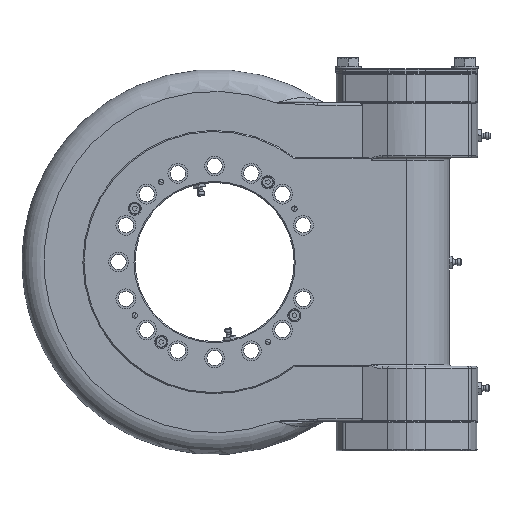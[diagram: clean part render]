
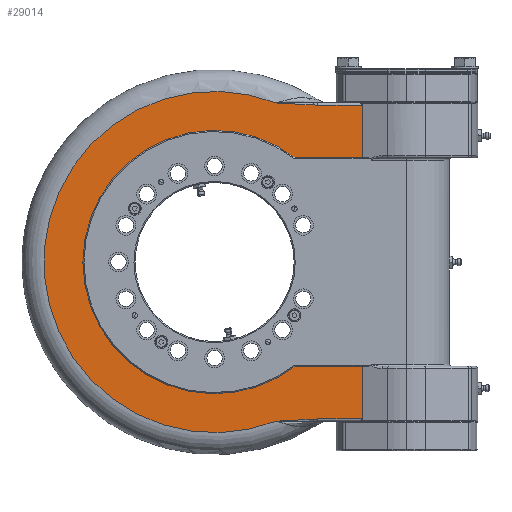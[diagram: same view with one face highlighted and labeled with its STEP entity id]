
A CAD part, left-side view. The second image highlights one B-rep face of the part: STEP entity #29014.
In plain terms, the highlighted planar face has unit normal (-1, 0, 0).
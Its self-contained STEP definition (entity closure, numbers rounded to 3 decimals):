
#12 = CARTESIAN_POINT ( 'NONE',  ( -36., -134.843, 95. ) ) ;
#729 = AXIS2_PLACEMENT_3D ( 'NONE', #31347, #5505, #45873 ) ;
#807 = B_SPLINE_CURVE_WITH_KNOTS ( 'NONE', 3,
 ( #16133, #12621, #9784, #13253 ),
 .UNSPECIFIED., .F., .F.,
 ( 4, 4 ),
 ( 0., 0.004 ),
 .UNSPECIFIED. ) ;
#899 = LINE ( 'NONE', #41811, #9978 ) ;
#950 = ORIENTED_EDGE ( 'NONE', *, *, #30939, .T. ) ;
#1947 = VERTEX_POINT ( 'NONE', #10706 ) ;
#2061 = CARTESIAN_POINT ( 'NONE',  ( -36., -56.172, 145. ) ) ;
#2480 = CARTESIAN_POINT ( 'NONE',  ( -36., -78.661, -143.961 ) ) ;
#2652 = AXIS2_PLACEMENT_3D ( 'NONE', #23411, #12302, #4733 ) ;
#2938 = CARTESIAN_POINT ( 'NONE',  ( -36., -87.084, 143.416 ) ) ;
#3102 = CARTESIAN_POINT ( 'NONE',  ( -36., -73.314, 95. ) ) ;
#3155 = EDGE_CURVE ( 'NONE', #34463, #1947, #899, .T. ) ;
#3484 = VERTEX_POINT ( 'NONE', #16035 ) ;
#3853 = VERTEX_POINT ( 'NONE', #25564 ) ;
#4251 = ORIENTED_EDGE ( 'NONE', *, *, #5928, .T. ) ;
#4500 = CARTESIAN_POINT ( 'NONE',  ( -36., -134.843, -143. ) ) ;
#4733 = DIRECTION ( 'NONE',  ( 0., 1., 0. ) ) ;
#5505 = DIRECTION ( 'NONE',  ( -1., 0., 0. ) ) ;
#5752 = VECTOR ( 'NONE', #12600, 1000. ) ;
#5928 = EDGE_CURVE ( 'NONE', #22319, #31213, #39689, .T. ) ;
#6264 = ORIENTED_EDGE ( 'NONE', *, *, #40432, .T. ) ;
#6425 = CARTESIAN_POINT ( 'NONE',  ( -36., -56.172, -145. ) ) ;
#7952 = DIRECTION ( 'NONE',  ( 0., 1., 0. ) ) ;
#8210 = DIRECTION ( 'NONE',  ( 0., -1., 0. ) ) ;
#8237 = EDGE_CURVE ( 'NONE', #34921, #10500, #17037, .T. ) ;
#8282 = FACE_OUTER_BOUND ( 'NONE', #18877, .T. ) ;
#8564 = CARTESIAN_POINT ( 'NONE',  ( -36., -89.889, 143.178 ) ) ;
#8966 = B_SPLINE_CURVE_WITH_KNOTS ( 'NONE', 3,
 ( #42598, #2938, #31542, #39199, #35670, #28186, #9795, #28349 ),
 .UNSPECIFIED., .F., .F.,
 ( 4, 2, 2, 4 ),
 ( 0., 0.008, 0.017, 0.034 ),
 .UNSPECIFIED. ) ;
#9087 = VECTOR ( 'NONE', #23952, 1000. ) ;
#9209 = CARTESIAN_POINT ( 'NONE',  ( -36., 0., -95. ) ) ;
#9699 = CARTESIAN_POINT ( 'NONE',  ( -36., -134.843, -95. ) ) ;
#9784 = CARTESIAN_POINT ( 'NONE',  ( -36., -92.558, -143. ) ) ;
#9795 = CARTESIAN_POINT ( 'NONE',  ( -36., -61.795, 144.777 ) ) ;
#9978 = VECTOR ( 'NONE', #23447, 1000. ) ;
#10500 = VERTEX_POINT ( 'NONE', #3102 ) ;
#10706 = CARTESIAN_POINT ( 'NONE',  ( -36., -93.896, 143. ) ) ;
#11056 = CARTESIAN_POINT ( 'NONE',  ( -36., -92.558, 143. ) ) ;
#11456 = DIRECTION ( 'NONE',  ( 0., -1., 0. ) ) ;
#12302 = DIRECTION ( 'NONE',  ( 1., 0., 0. ) ) ;
#12379 = VERTEX_POINT ( 'NONE', #12 ) ;
#12600 = DIRECTION ( 'NONE',  ( 0., 0., -1. ) ) ;
#12621 = CARTESIAN_POINT ( 'NONE',  ( -36., -91.222, -143.065 ) ) ;
#13249 = ORIENTED_EDGE ( 'NONE', *, *, #13858, .T. ) ;
#13253 = CARTESIAN_POINT ( 'NONE',  ( -36., -93.896, -143. ) ) ;
#13424 = CARTESIAN_POINT ( 'NONE',  ( -36., -89.889, -143.178 ) ) ;
#13843 = EDGE_CURVE ( 'NONE', #25058, #14266, #39287, .T. ) ;
#13858 = EDGE_CURVE ( 'NONE', #14469, #22319, #38132, .T. ) ;
#14266 = VERTEX_POINT ( 'NONE', #4500 ) ;
#14469 = VERTEX_POINT ( 'NONE', #2061 ) ;
#14968 = ORIENTED_EDGE ( 'NONE', *, *, #13843, .F. ) ;
#15005 = LINE ( 'NONE', #23203, #21300 ) ;
#15070 = PLANE ( 'NONE',  #15922 ) ;
#15220 = EDGE_CURVE ( 'NONE', #1947, #21018, #32450, .T. ) ;
#15922 = AXIS2_PLACEMENT_3D ( 'NONE', #29382, #43791, #11456 ) ;
#16035 = CARTESIAN_POINT ( 'NONE',  ( -36., -93.896, -143. ) ) ;
#16133 = CARTESIAN_POINT ( 'NONE',  ( -36., -89.889, -143.178 ) ) ;
#16177 = EDGE_CURVE ( 'NONE', #3853, #34921, #45633, .T. ) ;
#16927 = CARTESIAN_POINT ( 'NONE',  ( -36., -61.796, -144.777 ) ) ;
#17037 = CIRCLE ( 'NONE', #23419, 120. ) ;
#17088 = CARTESIAN_POINT ( 'NONE',  ( -36., -67.419, -144.539 ) ) ;
#17961 = VECTOR ( 'NONE', #47170, 1000. ) ;
#18877 = EDGE_LOOP ( 'NONE', ( #13249, #4251, #46749, #21120, #14968, #950, #45416, #46426, #27212, #6264, #25009, #25711, #29282 ) ) ;
#19000 = CARTESIAN_POINT ( 'NONE',  ( -36., 120., -143. ) ) ;
#20271 = CARTESIAN_POINT ( 'NONE',  ( -36., -84.278, -143.611 ) ) ;
#21018 = VERTEX_POINT ( 'NONE', #8564 ) ;
#21120 = ORIENTED_EDGE ( 'NONE', *, *, #28510, .T. ) ;
#21300 = VECTOR ( 'NONE', #22766, 1000. ) ;
#22319 = VERTEX_POINT ( 'NONE', #6425 ) ;
#22766 = DIRECTION ( 'NONE',  ( 0., 1., 0. ) ) ;
#23203 = CARTESIAN_POINT ( 'NONE',  ( -36., 0., 95. ) ) ;
#23411 = CARTESIAN_POINT ( 'NONE',  ( -36., 0., 0. ) ) ;
#23419 = AXIS2_PLACEMENT_3D ( 'NONE', #29807, #44681, #7952 ) ;
#23447 = DIRECTION ( 'NONE',  ( 0., 1., 0. ) ) ;
#23952 = DIRECTION ( 'NONE',  ( 0., 1., 0. ) ) ;
#24235 = CARTESIAN_POINT ( 'NONE',  ( -36., -75.851, -144.114 ) ) ;
#24442 = EDGE_CURVE ( 'NONE', #21018, #14469, #8966, .T. ) ;
#25009 = ORIENTED_EDGE ( 'NONE', *, *, #3155, .T. ) ;
#25058 = VERTEX_POINT ( 'NONE', #9699 ) ;
#25381 = EDGE_CURVE ( 'NONE', #12379, #10500, #15005, .T. ) ;
#25504 = CARTESIAN_POINT ( 'NONE',  ( -36., -134.843, 0. ) ) ;
#25564 = CARTESIAN_POINT ( 'NONE',  ( -36., -73.314, -95. ) ) ;
#25711 = ORIENTED_EDGE ( 'NONE', *, *, #15220, .T. ) ;
#26195 = EDGE_CURVE ( 'NONE', #31213, #3484, #807, .T. ) ;
#27212 = ORIENTED_EDGE ( 'NONE', *, *, #25381, .F. ) ;
#27427 = CARTESIAN_POINT ( 'NONE',  ( -36., -87.085, -143.416 ) ) ;
#27537 = CARTESIAN_POINT ( 'NONE',  ( -36., -134.843, 0. ) ) ;
#28186 = CARTESIAN_POINT ( 'NONE',  ( -36., -67.419, 144.539 ) ) ;
#28349 = CARTESIAN_POINT ( 'NONE',  ( -36., -56.172, 145. ) ) ;
#28510 = EDGE_CURVE ( 'NONE', #3484, #14266, #39040, .T. ) ;
#29014 = ADVANCED_FACE ( 'NONE', ( #8282 ), #15070, .T. ) ;
#29282 = ORIENTED_EDGE ( 'NONE', *, *, #24442, .T. ) ;
#29382 = CARTESIAN_POINT ( 'NONE',  ( -36., 120., 0. ) ) ;
#29807 = CARTESIAN_POINT ( 'NONE',  ( -36., 0., 0. ) ) ;
#30939 = EDGE_CURVE ( 'NONE', #25058, #3853, #43255, .T. ) ;
#31055 = LINE ( 'NONE', #25504, #17961 ) ;
#31213 = VERTEX_POINT ( 'NONE', #40060 ) ;
#31347 = CARTESIAN_POINT ( 'NONE',  ( -36., 0., 0. ) ) ;
#31542 = CARTESIAN_POINT ( 'NONE',  ( -36., -84.277, 143.611 ) ) ;
#32450 = B_SPLINE_CURVE_WITH_KNOTS ( 'NONE', 3,
 ( #40518, #11056, #43860, #32955 ),
 .UNSPECIFIED., .F., .F.,
 ( 4, 4 ),
 ( 0., 0.004 ),
 .UNSPECIFIED. ) ;
#32955 = CARTESIAN_POINT ( 'NONE',  ( -36., -89.889, 143.178 ) ) ;
#33498 = CARTESIAN_POINT ( 'NONE',  ( -36., 120., 0. ) ) ;
#34463 = VERTEX_POINT ( 'NONE', #35718 ) ;
#34921 = VERTEX_POINT ( 'NONE', #33498 ) ;
#35076 = VECTOR ( 'NONE', #8210, 1000. ) ;
#35670 = CARTESIAN_POINT ( 'NONE',  ( -36., -75.85, 144.114 ) ) ;
#35718 = CARTESIAN_POINT ( 'NONE',  ( -36., -134.843, 143. ) ) ;
#38132 = CIRCLE ( 'NONE', #729, 155.5 ) ;
#38724 = CARTESIAN_POINT ( 'NONE',  ( -36., -56.172, -145. ) ) ;
#39040 = LINE ( 'NONE', #19000, #35076 ) ;
#39199 = CARTESIAN_POINT ( 'NONE',  ( -36., -78.66, 143.961 ) ) ;
#39287 = LINE ( 'NONE', #27537, #5752 ) ;
#39689 = B_SPLINE_CURVE_WITH_KNOTS ( 'NONE', 3,
 ( #38724, #16927, #17088, #24235, #2480, #20271, #27427, #13424 ),
 .UNSPECIFIED., .F., .F.,
 ( 4, 2, 2, 4 ),
 ( 0., 0.017, 0.025, 0.034 ),
 .UNSPECIFIED. ) ;
#40060 = CARTESIAN_POINT ( 'NONE',  ( -36., -89.889, -143.178 ) ) ;
#40432 = EDGE_CURVE ( 'NONE', #12379, #34463, #31055, .T. ) ;
#40518 = CARTESIAN_POINT ( 'NONE',  ( -36., -93.896, 143. ) ) ;
#41811 = CARTESIAN_POINT ( 'NONE',  ( -36., 120., 143. ) ) ;
#42598 = CARTESIAN_POINT ( 'NONE',  ( -36., -89.889, 143.178 ) ) ;
#43255 = LINE ( 'NONE', #9209, #9087 ) ;
#43791 = DIRECTION ( 'NONE',  ( -1., 0., 0. ) ) ;
#43860 = CARTESIAN_POINT ( 'NONE',  ( -36., -91.222, 143.065 ) ) ;
#44681 = DIRECTION ( 'NONE',  ( 1., 0., 0. ) ) ;
#45416 = ORIENTED_EDGE ( 'NONE', *, *, #16177, .T. ) ;
#45633 = CIRCLE ( 'NONE', #2652, 120. ) ;
#45873 = DIRECTION ( 'NONE',  ( 0., -1., 0. ) ) ;
#46426 = ORIENTED_EDGE ( 'NONE', *, *, #8237, .T. ) ;
#46749 = ORIENTED_EDGE ( 'NONE', *, *, #26195, .T. ) ;
#47170 = DIRECTION ( 'NONE',  ( 0., 0., 1. ) ) ;
